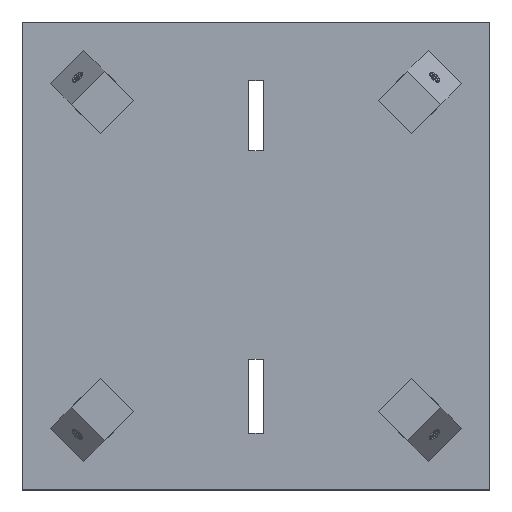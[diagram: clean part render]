
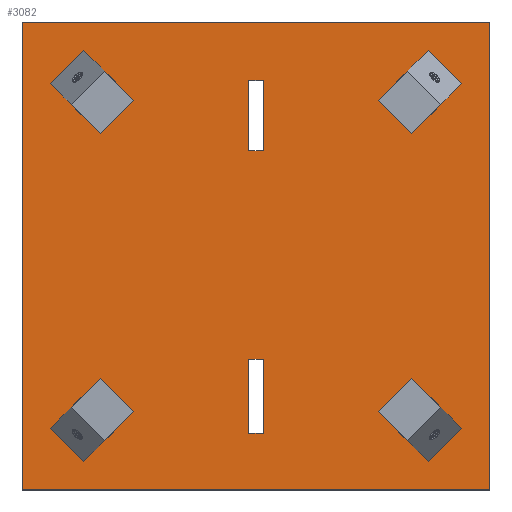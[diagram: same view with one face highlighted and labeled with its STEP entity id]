
A CAD part, top view. The second image highlights one B-rep face of the part: STEP entity #3082.
In plain terms, the highlighted planar face has unit normal (0, 0, 1).
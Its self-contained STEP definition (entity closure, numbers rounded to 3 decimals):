
#21=FACE_BOUND('',#411,.T.);
#22=FACE_BOUND('',#412,.T.);
#23=FACE_BOUND('',#413,.T.);
#24=FACE_BOUND('',#414,.T.);
#25=FACE_BOUND('',#415,.T.);
#26=FACE_BOUND('',#416,.T.);
#64=PLANE('',#3270);
#238=FACE_OUTER_BOUND('',#410,.T.);
#410=EDGE_LOOP('',(#2769,#2770,#2771,#2772));
#411=EDGE_LOOP('',(#2773,#2774,#2775,#2776));
#412=EDGE_LOOP('',(#2777,#2778,#2779,#2780));
#413=EDGE_LOOP('',(#2781,#2782,#2783,#2784));
#414=EDGE_LOOP('',(#2785,#2786,#2787,#2788));
#415=EDGE_LOOP('',(#2789,#2790,#2791,#2792));
#416=EDGE_LOOP('',(#2793,#2794,#2795,#2796));
#814=LINE('',#12316,#1010);
#817=LINE('',#12321,#1013);
#819=LINE('',#12326,#1015);
#822=LINE('',#12331,#1018);
#824=LINE('',#12336,#1020);
#827=LINE('',#12341,#1023);
#829=LINE('',#12349,#1025);
#834=LINE('',#12358,#1030);
#837=LINE('',#12365,#1033);
#839=LINE('',#12368,#1035);
#841=LINE('',#12376,#1037);
#846=LINE('',#12385,#1042);
#849=LINE('',#12392,#1045);
#851=LINE('',#12395,#1047);
#853=LINE('',#12403,#1049);
#858=LINE('',#12412,#1054);
#861=LINE('',#12419,#1057);
#863=LINE('',#12422,#1059);
#865=LINE('',#12430,#1061);
#870=LINE('',#12439,#1066);
#873=LINE('',#12446,#1069);
#875=LINE('',#12449,#1071);
#876=LINE('',#12452,#1072);
#878=LINE('',#12455,#1074);
#879=LINE('',#12458,#1075);
#881=LINE('',#12461,#1077);
#882=LINE('',#12464,#1078);
#884=LINE('',#12467,#1080);
#1010=VECTOR('',#3666,10.);
#1013=VECTOR('',#3671,10.);
#1015=VECTOR('',#3675,10.);
#1018=VECTOR('',#3680,10.);
#1020=VECTOR('',#3684,10.);
#1023=VECTOR('',#3689,10.);
#1025=VECTOR('',#3697,10.);
#1030=VECTOR('',#3704,10.);
#1033=VECTOR('',#3711,10.);
#1035=VECTOR('',#3715,10.);
#1037=VECTOR('',#3723,10.);
#1042=VECTOR('',#3730,10.);
#1045=VECTOR('',#3737,10.);
#1047=VECTOR('',#3741,10.);
#1049=VECTOR('',#3749,10.);
#1054=VECTOR('',#3756,10.);
#1057=VECTOR('',#3763,10.);
#1059=VECTOR('',#3767,10.);
#1061=VECTOR('',#3775,10.);
#1066=VECTOR('',#3782,10.);
#1069=VECTOR('',#3789,10.);
#1071=VECTOR('',#3793,10.);
#1072=VECTOR('',#3796,10.);
#1074=VECTOR('',#3800,10.);
#1075=VECTOR('',#3803,10.);
#1077=VECTOR('',#3807,10.);
#1078=VECTOR('',#3810,10.);
#1080=VECTOR('',#3814,10.);
#1349=VERTEX_POINT('',#12313);
#1350=VERTEX_POINT('',#12315);
#1351=VERTEX_POINT('',#12319);
#1352=VERTEX_POINT('',#12323);
#1353=VERTEX_POINT('',#12325);
#1354=VERTEX_POINT('',#12329);
#1355=VERTEX_POINT('',#12333);
#1356=VERTEX_POINT('',#12335);
#1357=VERTEX_POINT('',#12339);
#1358=VERTEX_POINT('',#12345);
#1360=VERTEX_POINT('',#12348);
#1363=VERTEX_POINT('',#12356);
#1365=VERTEX_POINT('',#12364);
#1366=VERTEX_POINT('',#12372);
#1368=VERTEX_POINT('',#12375);
#1371=VERTEX_POINT('',#12383);
#1373=VERTEX_POINT('',#12391);
#1374=VERTEX_POINT('',#12399);
#1376=VERTEX_POINT('',#12402);
#1379=VERTEX_POINT('',#12410);
#1381=VERTEX_POINT('',#12418);
#1382=VERTEX_POINT('',#12426);
#1384=VERTEX_POINT('',#12429);
#1387=VERTEX_POINT('',#12437);
#1389=VERTEX_POINT('',#12445);
#1390=VERTEX_POINT('',#12451);
#1391=VERTEX_POINT('',#12457);
#1392=VERTEX_POINT('',#12463);
#1790=EDGE_CURVE('',#1350,#1349,#814,.T.);
#1793=EDGE_CURVE('',#1349,#1351,#817,.T.);
#1795=EDGE_CURVE('',#1353,#1352,#819,.T.);
#1798=EDGE_CURVE('',#1352,#1354,#822,.T.);
#1800=EDGE_CURVE('',#1356,#1355,#824,.T.);
#1803=EDGE_CURVE('',#1355,#1357,#827,.T.);
#1805=EDGE_CURVE('',#1360,#1358,#829,.T.);
#1810=EDGE_CURVE('',#1358,#1363,#834,.T.);
#1813=EDGE_CURVE('',#1363,#1365,#837,.T.);
#1815=EDGE_CURVE('',#1365,#1360,#839,.T.);
#1817=EDGE_CURVE('',#1368,#1366,#841,.T.);
#1822=EDGE_CURVE('',#1366,#1371,#846,.T.);
#1825=EDGE_CURVE('',#1371,#1373,#849,.T.);
#1827=EDGE_CURVE('',#1373,#1368,#851,.T.);
#1829=EDGE_CURVE('',#1376,#1374,#853,.T.);
#1834=EDGE_CURVE('',#1374,#1379,#858,.T.);
#1837=EDGE_CURVE('',#1379,#1381,#861,.T.);
#1839=EDGE_CURVE('',#1381,#1376,#863,.T.);
#1841=EDGE_CURVE('',#1384,#1382,#865,.T.);
#1846=EDGE_CURVE('',#1382,#1387,#870,.T.);
#1849=EDGE_CURVE('',#1387,#1389,#873,.T.);
#1851=EDGE_CURVE('',#1389,#1384,#875,.T.);
#1852=EDGE_CURVE('',#1390,#1353,#876,.T.);
#1854=EDGE_CURVE('',#1354,#1390,#878,.T.);
#1855=EDGE_CURVE('',#1391,#1350,#879,.T.);
#1857=EDGE_CURVE('',#1351,#1391,#881,.T.);
#1858=EDGE_CURVE('',#1392,#1356,#882,.T.);
#1860=EDGE_CURVE('',#1357,#1392,#884,.T.);
#2769=ORIENTED_EDGE('',*,*,#1803,.T.);
#2770=ORIENTED_EDGE('',*,*,#1860,.T.);
#2771=ORIENTED_EDGE('',*,*,#1858,.T.);
#2772=ORIENTED_EDGE('',*,*,#1800,.T.);
#2773=ORIENTED_EDGE('',*,*,#1810,.T.);
#2774=ORIENTED_EDGE('',*,*,#1813,.T.);
#2775=ORIENTED_EDGE('',*,*,#1815,.T.);
#2776=ORIENTED_EDGE('',*,*,#1805,.T.);
#2777=ORIENTED_EDGE('',*,*,#1822,.T.);
#2778=ORIENTED_EDGE('',*,*,#1825,.T.);
#2779=ORIENTED_EDGE('',*,*,#1827,.T.);
#2780=ORIENTED_EDGE('',*,*,#1817,.T.);
#2781=ORIENTED_EDGE('',*,*,#1834,.T.);
#2782=ORIENTED_EDGE('',*,*,#1837,.T.);
#2783=ORIENTED_EDGE('',*,*,#1839,.T.);
#2784=ORIENTED_EDGE('',*,*,#1829,.T.);
#2785=ORIENTED_EDGE('',*,*,#1846,.T.);
#2786=ORIENTED_EDGE('',*,*,#1849,.T.);
#2787=ORIENTED_EDGE('',*,*,#1851,.T.);
#2788=ORIENTED_EDGE('',*,*,#1841,.T.);
#2789=ORIENTED_EDGE('',*,*,#1793,.T.);
#2790=ORIENTED_EDGE('',*,*,#1857,.T.);
#2791=ORIENTED_EDGE('',*,*,#1855,.T.);
#2792=ORIENTED_EDGE('',*,*,#1790,.T.);
#2793=ORIENTED_EDGE('',*,*,#1798,.T.);
#2794=ORIENTED_EDGE('',*,*,#1854,.T.);
#2795=ORIENTED_EDGE('',*,*,#1852,.T.);
#2796=ORIENTED_EDGE('',*,*,#1795,.T.);
#3082=ADVANCED_FACE('',(#238,#21,#22,#23,#24,#25,#26),#64,.T.);
#3270=AXIS2_PLACEMENT_3D('',#12468,#3815,#3816);
#3666=DIRECTION('',(0.,1.,0.));
#3671=DIRECTION('',(1.,0.,0.));
#3675=DIRECTION('',(0.,1.,0.));
#3680=DIRECTION('',(1.,0.,0.));
#3684=DIRECTION('',(0.,1.,0.));
#3689=DIRECTION('',(-1.,0.,0.));
#3697=DIRECTION('',(-0.707,-0.707,0.));
#3704=DIRECTION('',(-0.707,0.707,0.));
#3711=DIRECTION('',(0.707,0.707,0.));
#3715=DIRECTION('',(0.707,-0.707,0.));
#3723=DIRECTION('',(0.707,-0.707,0.));
#3730=DIRECTION('',(-0.707,-0.707,0.));
#3737=DIRECTION('',(-0.707,0.707,0.));
#3741=DIRECTION('',(0.707,0.707,0.));
#3749=DIRECTION('',(0.707,0.707,0.));
#3756=DIRECTION('',(0.707,-0.707,0.));
#3763=DIRECTION('',(-0.707,-0.707,0.));
#3767=DIRECTION('',(-0.707,0.707,0.));
#3775=DIRECTION('',(-0.707,0.707,0.));
#3782=DIRECTION('',(0.707,0.707,0.));
#3789=DIRECTION('',(0.707,-0.707,0.));
#3793=DIRECTION('',(-0.707,-0.707,0.));
#3796=DIRECTION('',(-1.,0.,0.));
#3800=DIRECTION('',(0.,-1.,0.));
#3803=DIRECTION('',(-1.,0.,0.));
#3807=DIRECTION('',(0.,-1.,0.));
#3810=DIRECTION('',(1.,0.,0.));
#3814=DIRECTION('',(0.,-1.,0.));
#3815=DIRECTION('center_axis',(0.,0.,1.));
#3816=DIRECTION('ref_axis',(1.,0.,0.));
#12313=CARTESIAN_POINT('',(-51.5,87.5,10.));
#12315=CARTESIAN_POINT('',(-51.5,72.5,10.));
#12316=CARTESIAN_POINT('',(-51.5,72.5,10.));
#12319=CARTESIAN_POINT('',(-48.5,87.5,10.));
#12321=CARTESIAN_POINT('',(-51.5,87.5,10.));
#12323=CARTESIAN_POINT('',(-51.5,27.917,10.));
#12325=CARTESIAN_POINT('',(-51.5,12.083,10.));
#12326=CARTESIAN_POINT('',(-51.5,12.083,10.));
#12329=CARTESIAN_POINT('',(-48.5,27.917,10.));
#12331=CARTESIAN_POINT('',(-51.5,27.917,10.));
#12333=CARTESIAN_POINT('',(0.,100.,10.));
#12335=CARTESIAN_POINT('',(0.,0.,10.));
#12336=CARTESIAN_POINT('',(0.,100.,10.));
#12339=CARTESIAN_POINT('',(-100.,100.,10.));
#12341=CARTESIAN_POINT('',(-100.,100.,10.));
#12345=CARTESIAN_POINT('',(-13.18,6.109,10.));
#12348=CARTESIAN_POINT('',(-6.109,13.18,10.));
#12349=CARTESIAN_POINT('',(-11.412,7.877,10.));
#12356=CARTESIAN_POINT('',(-23.787,16.716,10.));
#12358=CARTESIAN_POINT('',(-38.661,31.59,10.));
#12364=CARTESIAN_POINT('',(-16.716,23.787,10.));
#12365=CARTESIAN_POINT('',(-18.483,22.019,10.));
#12368=CARTESIAN_POINT('',(-26.287,33.358,10.));
#12372=CARTESIAN_POINT('',(-6.109,86.82,10.));
#12375=CARTESIAN_POINT('',(-13.18,93.891,10.));
#12376=CARTESIAN_POINT('',(-7.877,88.588,10.));
#12383=CARTESIAN_POINT('',(-16.716,76.213,10.));
#12385=CARTESIAN_POINT('',(-31.59,61.339,10.));
#12391=CARTESIAN_POINT('',(-23.787,83.284,10.));
#12392=CARTESIAN_POINT('',(-22.019,81.517,10.));
#12395=CARTESIAN_POINT('',(-33.358,73.713,10.));
#12399=CARTESIAN_POINT('',(-86.82,93.891,10.));
#12402=CARTESIAN_POINT('',(-93.891,86.82,10.));
#12403=CARTESIAN_POINT('',(-88.588,92.123,10.));
#12410=CARTESIAN_POINT('',(-76.213,83.284,10.));
#12412=CARTESIAN_POINT('',(-61.339,68.41,10.));
#12418=CARTESIAN_POINT('',(-83.284,76.213,10.));
#12419=CARTESIAN_POINT('',(-81.517,77.981,10.));
#12422=CARTESIAN_POINT('',(-73.713,66.642,10.));
#12426=CARTESIAN_POINT('',(-93.891,13.18,10.));
#12429=CARTESIAN_POINT('',(-86.82,6.109,10.));
#12430=CARTESIAN_POINT('',(-92.123,11.412,10.));
#12437=CARTESIAN_POINT('',(-83.284,23.787,10.));
#12439=CARTESIAN_POINT('',(-68.41,38.661,10.));
#12445=CARTESIAN_POINT('',(-76.213,16.716,10.));
#12446=CARTESIAN_POINT('',(-77.981,18.483,10.));
#12449=CARTESIAN_POINT('',(-66.642,26.287,10.));
#12451=CARTESIAN_POINT('',(-48.5,12.083,10.));
#12452=CARTESIAN_POINT('',(-48.5,12.083,10.));
#12455=CARTESIAN_POINT('',(-48.5,27.917,10.));
#12457=CARTESIAN_POINT('',(-48.5,72.5,10.));
#12458=CARTESIAN_POINT('',(-48.5,72.5,10.));
#12461=CARTESIAN_POINT('',(-48.5,87.5,10.));
#12463=CARTESIAN_POINT('',(-100.,0.,10.));
#12464=CARTESIAN_POINT('',(0.,0.,10.));
#12467=CARTESIAN_POINT('',(-100.,0.,10.));
#12468=CARTESIAN_POINT('Origin',(-50.,50.,10.));
